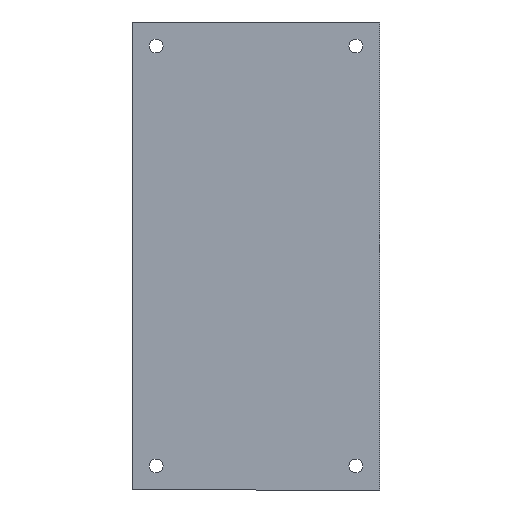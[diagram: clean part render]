
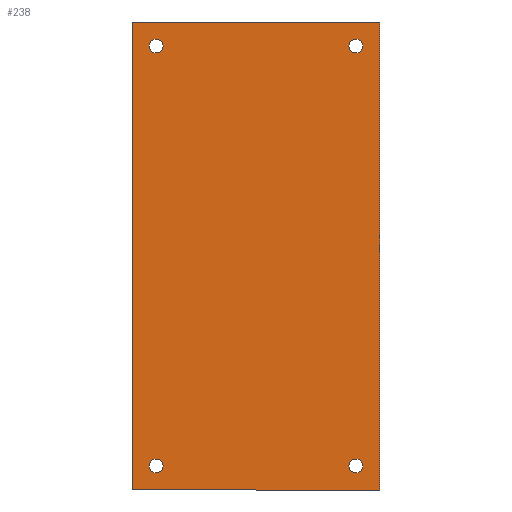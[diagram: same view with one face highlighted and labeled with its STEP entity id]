
A CAD part, front view. The second image highlights one B-rep face of the part: STEP entity #238.
In plain terms, the highlighted planar face has unit normal (0, -1, 0).
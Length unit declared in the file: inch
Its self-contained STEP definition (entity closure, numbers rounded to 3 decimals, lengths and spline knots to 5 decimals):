
#2 = VERTEX_POINT ( 'NONE', #34 ) ;
#4 = DIRECTION ( 'NONE',  ( 0., 0., 1. ) ) ;
#20 = CIRCLE ( 'NONE', #380, 0.25 ) ;
#24 = DIRECTION ( 'NONE',  ( 0., 0., 1. ) ) ;
#34 = CARTESIAN_POINT ( 'NONE',  ( 4.5, 0., 8.5 ) ) ;
#35 = AXIS2_PLACEMENT_3D ( 'NONE', #260, #62, #341 ) ;
#37 = ORIENTED_EDGE ( 'NONE', *, *, #456, .T. ) ;
#42 = CARTESIAN_POINT ( 'NONE',  ( -4.5, 0., -8.5 ) ) ;
#52 = VERTEX_POINT ( 'NONE', #402 ) ;
#57 = DIRECTION ( 'NONE',  ( 0., 0., -1. ) ) ;
#62 = DIRECTION ( 'NONE',  ( 0., 1., 0. ) ) ;
#65 = DIRECTION ( 'NONE',  ( 0., 0., 1. ) ) ;
#67 = LINE ( 'NONE', #76, #290 ) ;
#72 = CIRCLE ( 'NONE', #404, 0.25 ) ;
#73 = VERTEX_POINT ( 'NONE', #115 ) ;
#76 = CARTESIAN_POINT ( 'NONE',  ( -4.5, 0., 8.5 ) ) ;
#80 = EDGE_CURVE ( 'NONE', #2, #142, #67, .T. ) ;
#82 = CARTESIAN_POINT ( 'NONE',  ( -3.625, 0., -7.375 ) ) ;
#86 = DIRECTION ( 'NONE',  ( 0., 1., 0. ) ) ;
#92 = EDGE_CURVE ( 'NONE', #344, #251, #376, .T. ) ;
#93 = CARTESIAN_POINT ( 'NONE',  ( 3.625, 0., -7.875 ) ) ;
#99 = DIRECTION ( 'NONE',  ( 0., 1., 0. ) ) ;
#101 = DIRECTION ( 'NONE',  ( 0., -1., 0. ) ) ;
#103 = CARTESIAN_POINT ( 'NONE',  ( 3.625, 0., 7.625 ) ) ;
#105 = EDGE_CURVE ( 'NONE', #52, #356, #507, .T. ) ;
#107 = DIRECTION ( 'NONE',  ( 0., 0., 1. ) ) ;
#115 = CARTESIAN_POINT ( 'NONE',  ( -3.625, 0., 7.875 ) ) ;
#119 = FACE_OUTER_BOUND ( 'NONE', #137, .T. ) ;
#124 = PLANE ( 'NONE',  #239 ) ;
#130 = FACE_BOUND ( 'NONE', #313, .T. ) ;
#137 = EDGE_LOOP ( 'NONE', ( #202, #235, #159, #463 ) ) ;
#139 = DIRECTION ( 'NONE',  ( 0., 1., 0. ) ) ;
#142 = VERTEX_POINT ( 'NONE', #165 ) ;
#148 = VERTEX_POINT ( 'NONE', #82 ) ;
#149 = AXIS2_PLACEMENT_3D ( 'NONE', #387, #429, #107 ) ;
#150 = EDGE_LOOP ( 'NONE', ( #277, #273 ) ) ;
#155 = CIRCLE ( 'NONE', #149, 0.25 ) ;
#157 = ORIENTED_EDGE ( 'NONE', *, *, #331, .T. ) ;
#159 = ORIENTED_EDGE ( 'NONE', *, *, #388, .T. ) ;
#161 = LINE ( 'NONE', #435, #454 ) ;
#163 = EDGE_CURVE ( 'NONE', #148, #533, #231, .T. ) ;
#165 = CARTESIAN_POINT ( 'NONE',  ( -4.5, 0., 8.5 ) ) ;
#170 = AXIS2_PLACEMENT_3D ( 'NONE', #452, #86, #4 ) ;
#179 = CARTESIAN_POINT ( 'NONE',  ( 3.625, 0., -7.625 ) ) ;
#184 = DIRECTION ( 'NONE',  ( 0., 1., 0. ) ) ;
#187 = AXIS2_PLACEMENT_3D ( 'NONE', #457, #370, #455 ) ;
#202 = ORIENTED_EDGE ( 'NONE', *, *, #422, .T. ) ;
#208 = CARTESIAN_POINT ( 'NONE',  ( 4.5, 0., -8.5 ) ) ;
#224 = CIRCLE ( 'NONE', #35, 0.25 ) ;
#231 = CIRCLE ( 'NONE', #170, 0.25 ) ;
#235 = ORIENTED_EDGE ( 'NONE', *, *, #80, .T. ) ;
#236 = ORIENTED_EDGE ( 'NONE', *, *, #92, .T. ) ;
#238 = ADVANCED_FACE ( 'NONE', ( #119, #281, #130, #392, #243 ), #124, .T. ) ;
#239 = AXIS2_PLACEMENT_3D ( 'NONE', #42, #101, #417 ) ;
#243 = FACE_BOUND ( 'NONE', #395, .T. ) ;
#251 = VERTEX_POINT ( 'NONE', #382 ) ;
#255 = DIRECTION ( 'NONE',  ( 0., 0., 1. ) ) ;
#260 = CARTESIAN_POINT ( 'NONE',  ( -3.625, 0., -7.625 ) ) ;
#270 = CIRCLE ( 'NONE', #340, 0.25 ) ;
#271 = ORIENTED_EDGE ( 'NONE', *, *, #449, .T. ) ;
#273 = ORIENTED_EDGE ( 'NONE', *, *, #516, .T. ) ;
#276 = AXIS2_PLACEMENT_3D ( 'NONE', #103, #139, #24 ) ;
#277 = ORIENTED_EDGE ( 'NONE', *, *, #163, .T. ) ;
#278 = VECTOR ( 'NONE', #324, 39.37008 ) ;
#281 = FACE_BOUND ( 'NONE', #421, .T. ) ;
#289 = VERTEX_POINT ( 'NONE', #424 ) ;
#290 = VECTOR ( 'NONE', #530, 39.37008 ) ;
#305 = VERTEX_POINT ( 'NONE', #462 ) ;
#313 = EDGE_LOOP ( 'NONE', ( #157, #236 ) ) ;
#324 = DIRECTION ( 'NONE',  ( 1., 0., 0. ) ) ;
#331 = EDGE_CURVE ( 'NONE', #251, #344, #20, .T. ) ;
#340 = AXIS2_PLACEMENT_3D ( 'NONE', #475, #478, #255 ) ;
#341 = DIRECTION ( 'NONE',  ( 0., 0., 1. ) ) ;
#344 = VERTEX_POINT ( 'NONE', #93 ) ;
#352 = ORIENTED_EDGE ( 'NONE', *, *, #399, .T. ) ;
#354 = VECTOR ( 'NONE', #57, 39.37008 ) ;
#356 = VERTEX_POINT ( 'NONE', #208 ) ;
#360 = VERTEX_POINT ( 'NONE', #371 ) ;
#364 = CIRCLE ( 'NONE', #276, 0.25 ) ;
#367 = ORIENTED_EDGE ( 'NONE', *, *, #427, .T. ) ;
#370 = DIRECTION ( 'NONE',  ( 0., 1., 0. ) ) ;
#371 = CARTESIAN_POINT ( 'NONE',  ( 3.625, 0., 7.375 ) ) ;
#376 = CIRCLE ( 'NONE', #187, 0.25 ) ;
#380 = AXIS2_PLACEMENT_3D ( 'NONE', #179, #99, #466 ) ;
#382 = CARTESIAN_POINT ( 'NONE',  ( 3.625, 0., -7.375 ) ) ;
#385 = CARTESIAN_POINT ( 'NONE',  ( -3.625, 0., -7.875 ) ) ;
#387 = CARTESIAN_POINT ( 'NONE',  ( 3.625, 0., 7.625 ) ) ;
#388 = EDGE_CURVE ( 'NONE', #142, #52, #461, .T. ) ;
#392 = FACE_BOUND ( 'NONE', #150, .T. ) ;
#395 = EDGE_LOOP ( 'NONE', ( #367, #352 ) ) ;
#399 = EDGE_CURVE ( 'NONE', #305, #73, #72, .T. ) ;
#402 = CARTESIAN_POINT ( 'NONE',  ( -4.5, 0., -8.5 ) ) ;
#404 = AXIS2_PLACEMENT_3D ( 'NONE', #469, #184, #433 ) ;
#417 = DIRECTION ( 'NONE',  ( 0., 0., -1. ) ) ;
#421 = EDGE_LOOP ( 'NONE', ( #37, #271 ) ) ;
#422 = EDGE_CURVE ( 'NONE', #356, #2, #161, .T. ) ;
#424 = CARTESIAN_POINT ( 'NONE',  ( 3.625, 0., 7.875 ) ) ;
#427 = EDGE_CURVE ( 'NONE', #73, #305, #270, .T. ) ;
#429 = DIRECTION ( 'NONE',  ( 0., 1., 0. ) ) ;
#433 = DIRECTION ( 'NONE',  ( 0., 0., 1. ) ) ;
#435 = CARTESIAN_POINT ( 'NONE',  ( 4.5, 0., -8.5 ) ) ;
#449 = EDGE_CURVE ( 'NONE', #360, #289, #364, .T. ) ;
#452 = CARTESIAN_POINT ( 'NONE',  ( -3.625, 0., -7.625 ) ) ;
#454 = VECTOR ( 'NONE', #65, 39.37008 ) ;
#455 = DIRECTION ( 'NONE',  ( 0., 0., 1. ) ) ;
#456 = EDGE_CURVE ( 'NONE', #289, #360, #155, .T. ) ;
#457 = CARTESIAN_POINT ( 'NONE',  ( 3.625, 0., -7.625 ) ) ;
#460 = CARTESIAN_POINT ( 'NONE',  ( -4.5, 0., -8.5 ) ) ;
#461 = LINE ( 'NONE', #460, #354 ) ;
#462 = CARTESIAN_POINT ( 'NONE',  ( -3.625, 0., 7.375 ) ) ;
#463 = ORIENTED_EDGE ( 'NONE', *, *, #105, .T. ) ;
#466 = DIRECTION ( 'NONE',  ( 0., 0., 1. ) ) ;
#469 = CARTESIAN_POINT ( 'NONE',  ( -3.625, 0., 7.625 ) ) ;
#475 = CARTESIAN_POINT ( 'NONE',  ( -3.625, 0., 7.625 ) ) ;
#478 = DIRECTION ( 'NONE',  ( 0., 1., 0. ) ) ;
#489 = CARTESIAN_POINT ( 'NONE',  ( -4.5, 0., -8.5 ) ) ;
#507 = LINE ( 'NONE', #489, #278 ) ;
#516 = EDGE_CURVE ( 'NONE', #533, #148, #224, .T. ) ;
#530 = DIRECTION ( 'NONE',  ( -1., 0., 0. ) ) ;
#533 = VERTEX_POINT ( 'NONE', #385 ) ;
